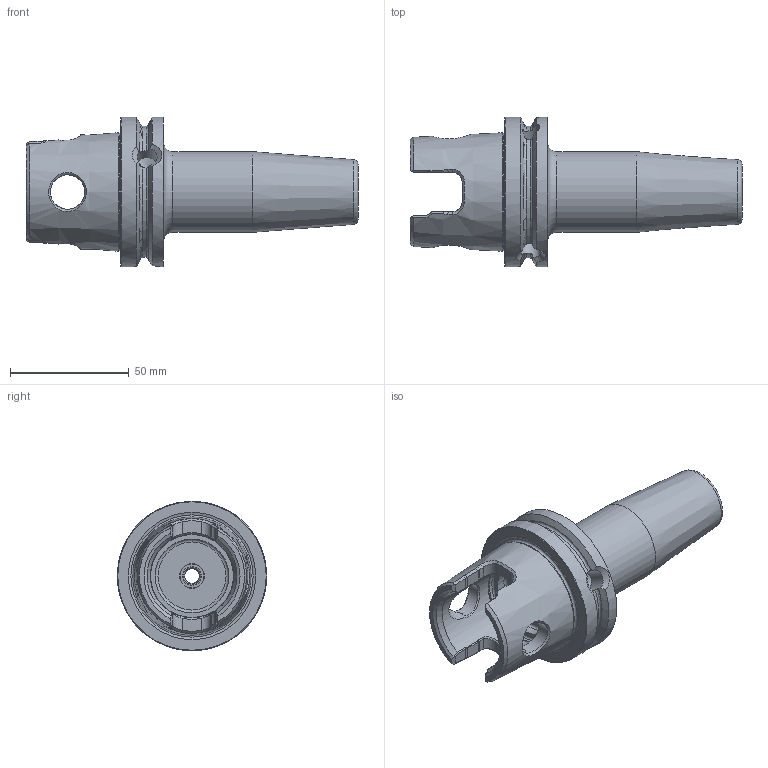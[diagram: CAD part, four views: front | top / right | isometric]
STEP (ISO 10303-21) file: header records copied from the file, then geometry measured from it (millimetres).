
FILE_DESCRIPTION (( 'STEP AP214' ), '1' );
FILE_NAME ('KY6.S16.K01.100.STEP', '2026-03-04T14:46:54', ( '' ), ( '' ), 'SwSTEP 2.0', 'SolidWorks 2022', '' );
FILE_SCHEMA (( 'AUTOMOTIVE_DESIGN' ));
Length unit declared in the file: millimetre
Products named in the file (3): KY6.S16.K01.100; KY6-S16.K01.100_A; ERU-AN5.K01.020_A
Assembly tree (2 placements, depth 2):
  KY6.S16.K01.100
    KY6-S16.K01.100_A
    ERU-AN5.K01.020_A
Bounding box: 139.95 x 62.95 x 62.95 mm (x, y, z)
Volume: 133694.6 mm3; surface area: 32625.1 mm2
Topology: 2 solids, 2 shells, 213 faces, 549 edges, 342 vertices
Faces by surface type: plane 79, bspline 44, cone 37, cylinder 37, torus 16
Full cylindrical faces by diameter (mm): 6 x1, 7.475 x2, 8 x1, 8.475 x1, 10 x1, 11 x2, 11.5 x1, 12 x1, 14.5 x2, 16 x1, 16.6 x1, 31.1 x1, 34 x1, 35.275 x1, 36.5 x1, 62.95 x2
Entity records: 9914 total; most frequent: CARTESIAN_POINT 4655, ORIENTED_EDGE 966, DIRECTION 690, EDGE_CURVE 483, VERTEX_POINT 324, AXIS2_PLACEMENT_3D 283, EDGE_LOOP 271, B_SPLINE_CURVE_WITH_KNOTS 250
